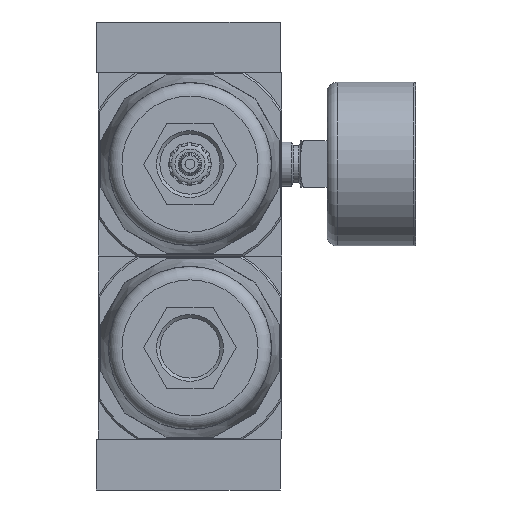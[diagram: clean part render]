
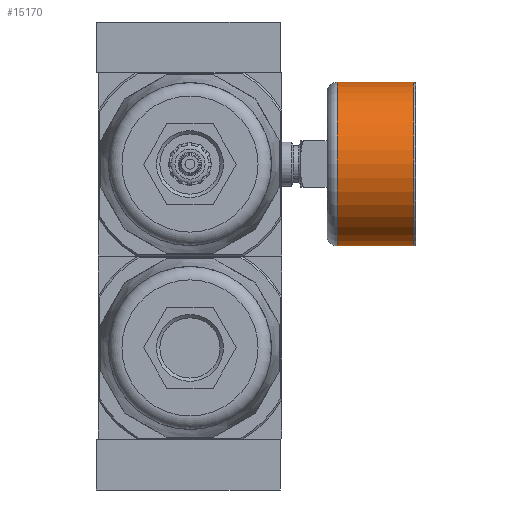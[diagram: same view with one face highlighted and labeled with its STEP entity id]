
A CAD part, front view. The second image highlights one B-rep face of the part: STEP entity #15170.
In plain terms, the highlighted cylindrical face has radius 24.5 mm (diameter 49 mm), a full revolution.
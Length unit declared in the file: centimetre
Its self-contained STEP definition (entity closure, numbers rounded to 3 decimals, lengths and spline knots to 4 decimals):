
#839=CYLINDRICAL_SURFACE($,#16645,2.45);
#1114=FACE_BOUND($,#3691,.T.);
#1702=CIRCLE($,#16644,2.45);
#1703=CIRCLE($,#16646,2.45);
#2577=FACE_OUTER_BOUND($,#3690,.T.);
#3690=EDGE_LOOP($,(#11915));
#3691=EDGE_LOOP($,(#11916));
#6818=VERTEX_POINT($,#25591);
#6819=VERTEX_POINT($,#25594);
#8662=EDGE_CURVE($,#6818,#6818,#1702,.T.);
#8663=EDGE_CURVE($,#6819,#6819,#1703,.T.);
#11915=ORIENTED_EDGE($,*,*,#8663,.F.);
#11916=ORIENTED_EDGE($,*,*,#8662,.T.);
#15170=ADVANCED_FACE($,(#2577,#1114),#839,.T.);
#16644=AXIS2_PLACEMENT_3D($,#25592,#19857,#19858);
#16645=AXIS2_PLACEMENT_3D($,#25593,#19859,#19860);
#16646=AXIS2_PLACEMENT_3D($,#25595,#19861,#19862);
#19857=DIRECTION('center_axis',(-1.,0.,0.));
#19858=DIRECTION('ref_axis',(0.,0.,-1.));
#19859=DIRECTION('center_axis',(1.,0.,0.));
#19860=DIRECTION('ref_axis',(0.,0.,-1.));
#19861=DIRECTION('center_axis',(-1.,0.,0.));
#19862=DIRECTION('ref_axis',(0.,0.,-1.));
#25591=CARTESIAN_POINT('',(6.7,0.,-5.2));
#25592=CARTESIAN_POINT('Origin',(6.7,0.,-2.75));
#25593=CARTESIAN_POINT('Origin',(4.1,0.,-2.75));
#25594=CARTESIAN_POINT('',(4.4,0.,-5.2));
#25595=CARTESIAN_POINT('Origin',(4.4,0.,-2.75));
